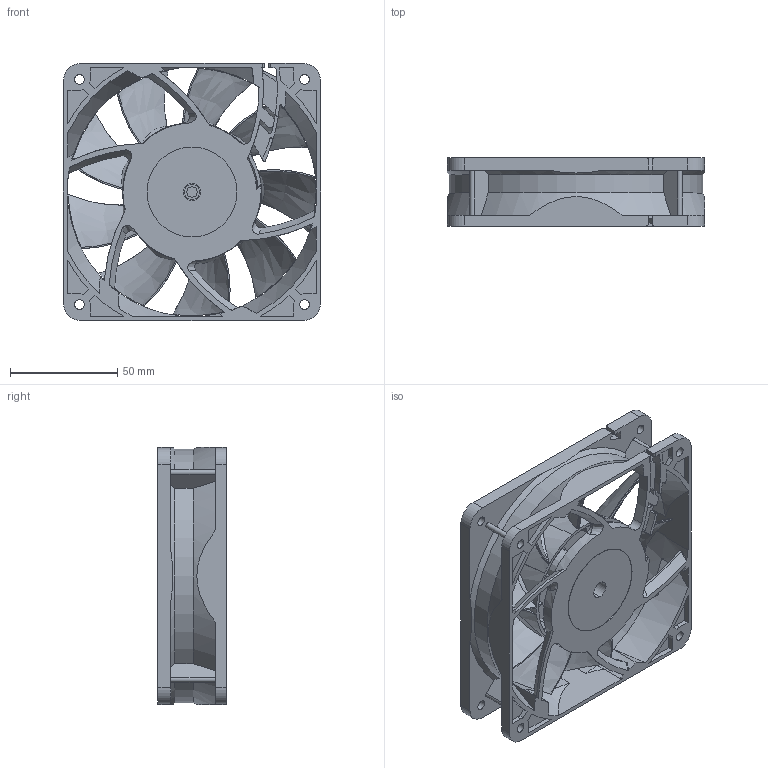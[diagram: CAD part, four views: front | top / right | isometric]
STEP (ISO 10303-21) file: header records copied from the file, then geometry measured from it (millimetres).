
FILE_DESCRIPTION((''),'2;1');
FILE_NAME('12032_ASM','2016-03-30T',('caifu'),(''),'PRO/ENGINEER BY PARAMETRIC TECHNOLOGY CORPORATION, 2009440','PRO/ENGINEER BY PARAMETRIC TECHNOLOGY CORPORATION, 2009440','');
FILE_SCHEMA(('CONFIG_CONTROL_DESIGN'));
Length unit declared in the file: millimetre
Products named in the file (3): 12032-DZ; 12038-Y; 12032_ASM
Assembly tree (2 placements, depth 2):
  12032_ASM
    12032-DZ
    12038-Y
Bounding box: 120 x 32 x 120 mm (x, y, z)
Volume: 76220.2 mm3; surface area: 81669.7 mm2
Topology: 2 solids, 2 shells, 572 faces, 1656 edges, 1101 vertices
Faces by surface type: cylinder 203, plane 199, cone 106, bspline 60, torus 4
Entity records: 25449 total; most frequent: CARTESIAN_POINT 10717, ORIENTED_EDGE 3312, DIRECTION 2841, EDGE_CURVE 1656, AXIS2_PLACEMENT_3D 1142, VERTEX_POINT 1101, EDGE_LOOP 629, CIRCLE 625
